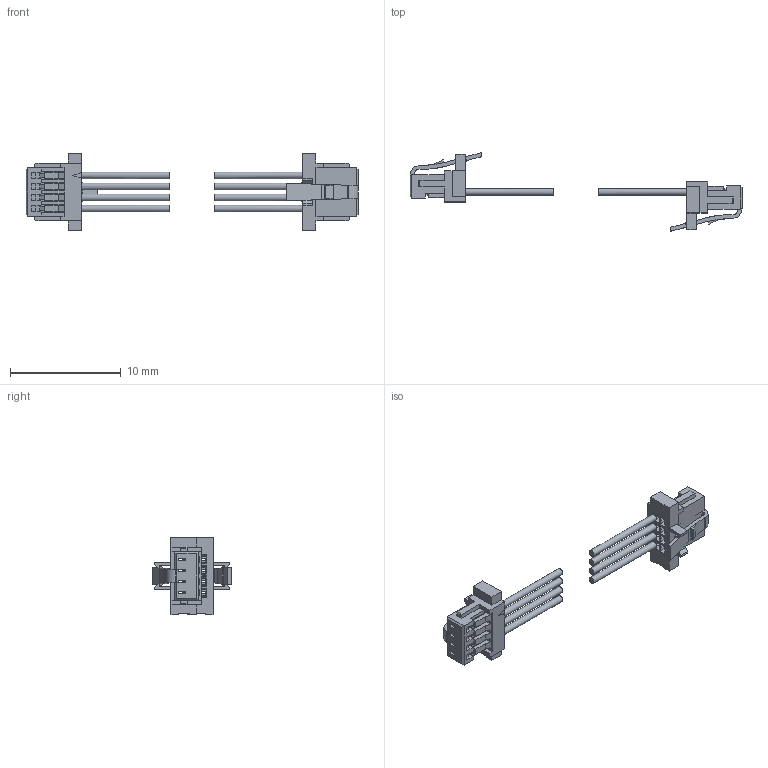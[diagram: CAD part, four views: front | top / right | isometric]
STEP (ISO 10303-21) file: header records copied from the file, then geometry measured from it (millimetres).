
FILE_DESCRIPTION( ( 'STEP AP214' ), '1' );
FILE_NAME( 'S1SST-04-28-GF-20.00-L1.stp', '2020-05-27T02:47:02', ( 'License CC BY-ND 4.0' ), ( 'CADENAS' ), ' ', 'PARTsolutions', ' ' );
FILE_SCHEMA( ( 'AUTOMOTIVE_DESIGN { 1 0 10303 214 1 1 1 1 }' ) );
Length unit declared in the file: millimetre
Products named in the file (4): S1SST-04-28-GF-20.00-L1; _ISS1-04-Lbody; _S1SS1-04-L; _S1SST-04_p
Assembly tree (6 placements, depth 2):
  S1SST-04-28-GF-20.00-L1
    _ISS1-04-Lbody  x2
    _S1SS1-04-L  x2
    _S1SST-04_p  x2
Bounding box: 30 x 7.1 x 7 mm (x, y, z)
Volume: 109.8 mm3; surface area: 836 mm2
Topology: 6 solids, 6 shells, 1356 faces, 3910 edges, 2516 vertices
Faces by surface type: plane 1136, cylinder 204, cone 16
Full cylindrical faces by diameter (mm): 0.6 x8
Entity records: 27459 total; most frequent: ORIENTED_EDGE 3894, CARTESIAN_POINT 3886, DIRECTION 3639, EDGE_CURVE 1947, LINE 1625, VECTOR 1625, VERTEX_POINT 1254, AXIS2_PLACEMENT_3D 1007
